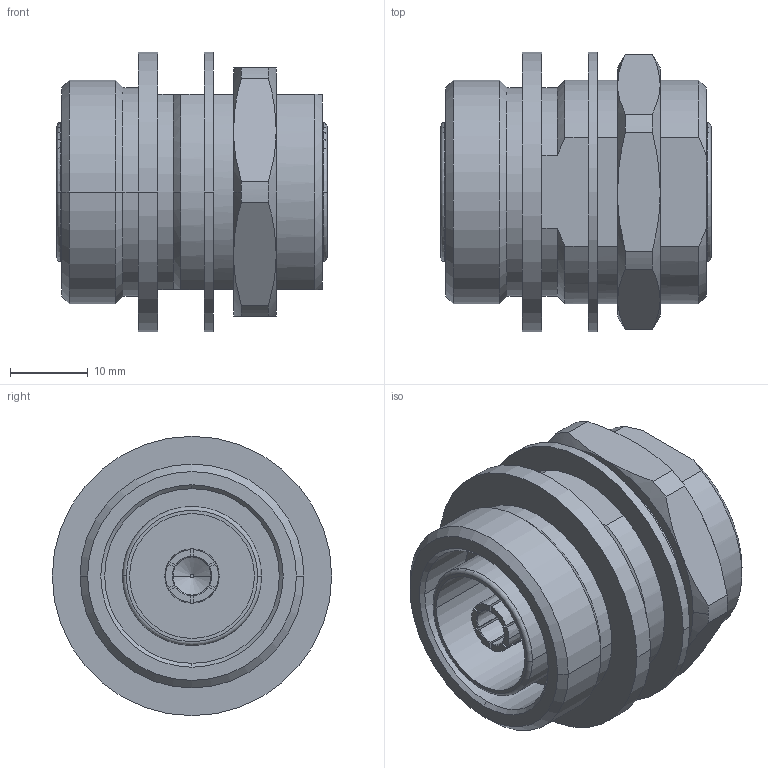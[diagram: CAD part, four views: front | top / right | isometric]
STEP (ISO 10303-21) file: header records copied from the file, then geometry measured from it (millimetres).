
FILE_DESCRIPTION (( 'STEP AP214' ), '1' );
FILE_NAME ('FMAD10139_3D.step', '2025-08-13T17:29:38', ( '' ), ( '' ), 'SwSTEP 2.0', 'SolidWorks 2022', '' );
FILE_SCHEMA (( 'AUTOMOTIVE_DESIGN' ));
Length unit declared in the file: inch
Products named in the file (5): AD-DI8DI8-BF-5^ad-di8di8-bf_FMAD10139; AD-DI8DI8-BF^ad-di8di8-bf_FMAD10139; ad-di8di8-bf^FMAD10139; AD-DI8DI8-BF-6^ad-di8di8-bf_FMAD10139; FMAD10139_3D
Assembly tree (4 placements, depth 3):
  FMAD10139_3D
    ad-di8di8-bf^FMAD10139
      AD-DI8DI8-BF^ad-di8di8-bf_FMAD10139
      AD-DI8DI8-BF-5^ad-di8di8-bf_FMAD10139
      AD-DI8DI8-BF-6^ad-di8di8-bf_FMAD10139
Bounding box: 34.8 x 36 x 36 mm (x, y, z)
Volume: 17433.4 mm3; surface area: 11506.3 mm2
Topology: 3 solids, 3 shells, 197 faces, 463 edges, 282 vertices
Faces by surface type: cone 76, plane 72, cylinder 45, torus 4
Entity records: 6287 total; most frequent: CARTESIAN_POINT 1590, DIRECTION 997, ORIENTED_EDGE 926, EDGE_CURVE 463, AXIS2_PLACEMENT_3D 433, VERTEX_POINT 282, CIRCLE 228, EDGE_LOOP 211
